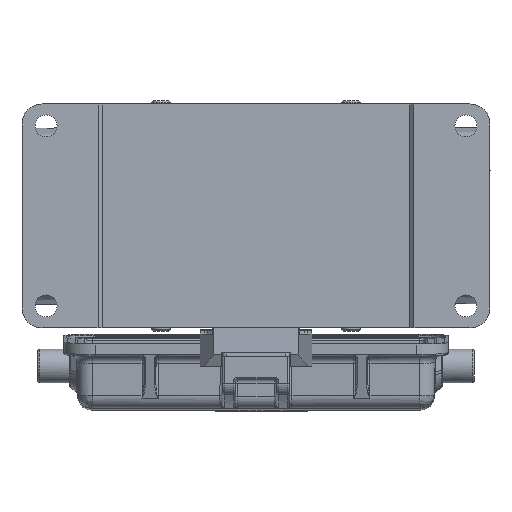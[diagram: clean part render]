
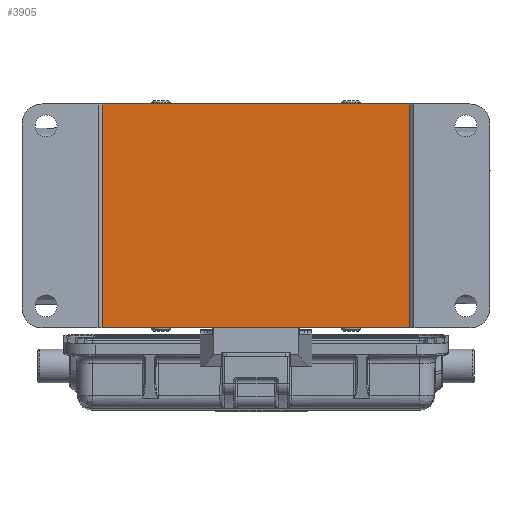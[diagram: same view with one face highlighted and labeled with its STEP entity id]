
A CAD part, front view. The second image highlights one B-rep face of the part: STEP entity #3905.
In plain terms, the highlighted planar face has unit normal (0, -1, 0).
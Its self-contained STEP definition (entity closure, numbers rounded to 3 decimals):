
#2285=FACE_OUTER_BOUND('',#7669,.T.);
#3905=ADVANCED_FACE('NONE',(#2285),#4999,.F.);
#4999=PLANE('',#19645);
#5434=LINE('',#26206,#6489);
#5485=LINE('',#27271,#6540);
#5486=LINE('',#27273,#6541);
#5487=LINE('',#27275,#6542);
#6489=VECTOR('',#21333,1.);
#6540=VECTOR('',#21518,1.);
#6541=VECTOR('',#21519,1.);
#6542=VECTOR('',#21520,1.);
#7669=EDGE_LOOP('',(#9328,#9329,#9330,#9331));
#9328=ORIENTED_EDGE('',*,*,#16777,.F.);
#9329=ORIENTED_EDGE('',*,*,#16644,.F.);
#9330=ORIENTED_EDGE('',*,*,#16778,.F.);
#9331=ORIENTED_EDGE('',*,*,#16779,.F.);
#14763=VERTEX_POINT('',#26195);
#14768=VERTEX_POINT('',#26205);
#14857=VERTEX_POINT('',#27272);
#14858=VERTEX_POINT('',#27274);
#16644=EDGE_CURVE('NONE',#14768,#14763,#5434,.T.);
#16777=EDGE_CURVE('NONE',#14763,#14857,#5485,.T.);
#16778=EDGE_CURVE('NONE',#14858,#14768,#5486,.T.);
#16779=EDGE_CURVE('NONE',#14857,#14858,#5487,.T.);
#19645=AXIS2_PLACEMENT_3D('',#27276,#21521,#21522);
#21333=DIRECTION('',(1.,0.,0.));
#21518=DIRECTION('',(0.,0.,-1.));
#21519=DIRECTION('',(0.,0.,1.));
#21520=DIRECTION('',(-1.,0.,0.));
#21521=DIRECTION('',(0.,1.,0.));
#21522=DIRECTION('',(0.,0.,1.));
#26195=CARTESIAN_POINT('',(38.5,-23.,28.));
#26205=CARTESIAN_POINT('',(-38.5,-23.,28.));
#26206=CARTESIAN_POINT('',(-58.5,-23.,28.));
#27271=CARTESIAN_POINT('',(38.5,-23.,33.6));
#27272=CARTESIAN_POINT('',(38.5,-23.,-28.));
#27273=CARTESIAN_POINT('',(-38.5,-23.,33.6));
#27274=CARTESIAN_POINT('',(-38.5,-23.,-28.));
#27275=CARTESIAN_POINT('',(38.5,-23.,-28.));
#27276=CARTESIAN_POINT('',(38.5,-23.,33.6));
